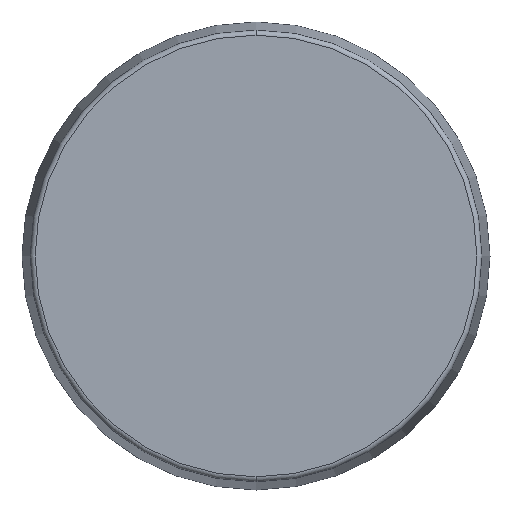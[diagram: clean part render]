
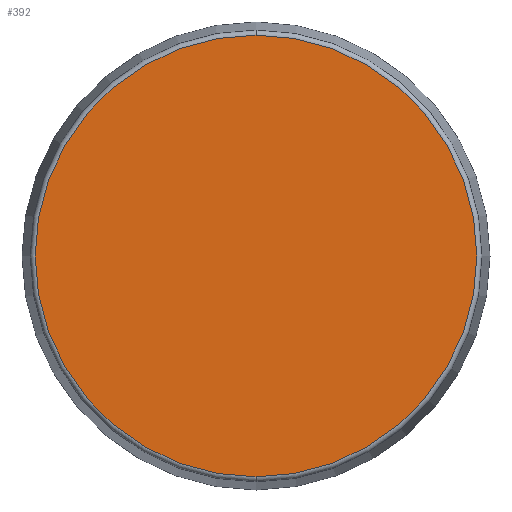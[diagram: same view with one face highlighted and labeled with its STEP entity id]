
A CAD part, front view. The second image highlights one B-rep face of the part: STEP entity #392.
In plain terms, the highlighted planar face has unit normal (0, -1, 0).
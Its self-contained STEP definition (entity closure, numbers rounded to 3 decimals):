
#37 = AXIS2_PLACEMENT_3D ( 'NONE', #331, #508, #506 ) ;
#52 = VERTEX_POINT ( 'NONE', #394 ) ;
#177 = DIRECTION ( 'NONE',  ( 0., 0., -1. ) ) ;
#178 = DIRECTION ( 'NONE',  ( 0., -1., 0. ) ) ;
#179 = CARTESIAN_POINT ( 'NONE',  ( 0., -2., 0. ) ) ;
#197 = DIRECTION ( 'NONE',  ( 0., 0., -1. ) ) ;
#198 = DIRECTION ( 'NONE',  ( 0., -1., 0. ) ) ;
#199 = CARTESIAN_POINT ( 'NONE',  ( 0., -2., 0. ) ) ;
#321 = PLANE ( 'NONE',  #37 ) ;
#331 = CARTESIAN_POINT ( 'NONE',  ( 0., -2., 0. ) ) ;
#333 = CIRCLE ( 'NONE', #387, 8.73 ) ;
#349 = AXIS2_PLACEMENT_3D ( 'NONE', #199, #198, #197 ) ;
#387 = AXIS2_PLACEMENT_3D ( 'NONE', #179, #178, #177 ) ;
#392 = ADVANCED_FACE ( 'NONE', ( #703 ), #321, .T. ) ;
#394 = CARTESIAN_POINT ( 'NONE',  ( 0., -2., 8.73 ) ) ;
#410 = VERTEX_POINT ( 'NONE', #435 ) ;
#435 = CARTESIAN_POINT ( 'NONE',  ( 0., -2., -8.73 ) ) ;
#457 = ORIENTED_EDGE ( 'NONE', *, *, #525, .T. ) ;
#467 = EDGE_LOOP ( 'NONE', ( #457, #722 ) ) ;
#503 = EDGE_CURVE ( 'NONE', #52, #410, #638, .T. ) ;
#506 = DIRECTION ( 'NONE',  ( 0., 0., -1. ) ) ;
#508 = DIRECTION ( 'NONE',  ( 0., -1., 0. ) ) ;
#525 = EDGE_CURVE ( 'NONE', #410, #52, #333, .T. ) ;
#638 = CIRCLE ( 'NONE', #349, 8.73 ) ;
#703 = FACE_OUTER_BOUND ( 'NONE', #467, .T. ) ;
#722 = ORIENTED_EDGE ( 'NONE', *, *, #503, .T. ) ;
